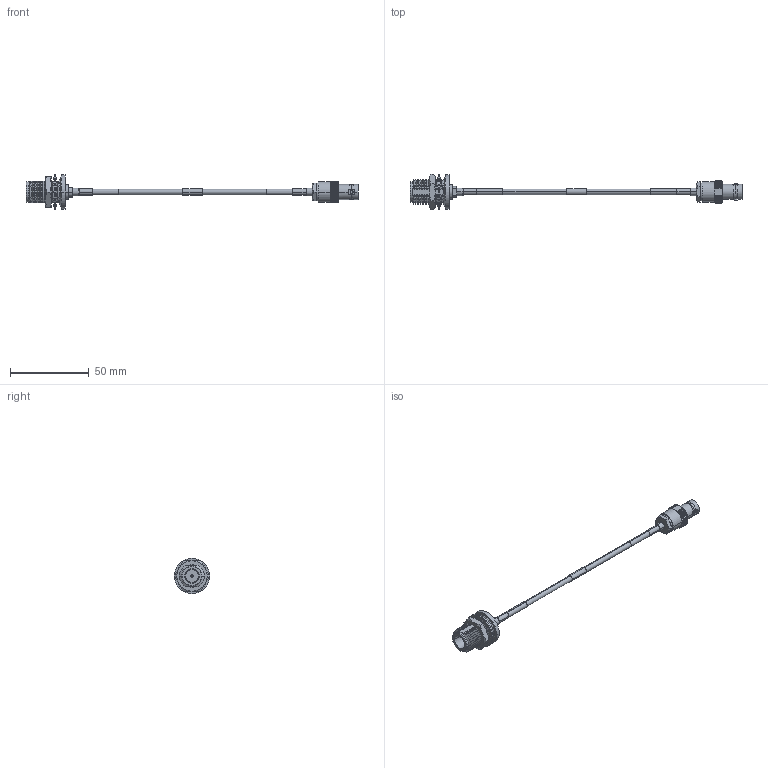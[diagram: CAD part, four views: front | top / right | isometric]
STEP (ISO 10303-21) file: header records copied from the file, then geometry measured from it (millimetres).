
FILE_DESCRIPTION (( 'STEP AP214' ), '1' );
FILE_NAME ('LCCA30509_3D.STEP', '2020-05-06T13:48:28', ( '' ), ( '' ), 'SwSTEP 2.0', 'SolidWorks 2018', '' );
FILE_SCHEMA (( 'AUTOMOTIVE_DESIGN' ));
Length unit declared in the file: inch
Products named in the file (6): 1AW01-003_.152 ID; LC141TBJ-PROD; LCCA30509_3D; LCCN3040; LCCN3057___; LC141TBJ (141 Formable with HeatShrink)
Assembly tree (7 placements, depth 3):
  LCCA30509_3D
    LC141TBJ-PROD
      LC141TBJ (141 Formable with HeatShrink)
      1AW01-003_.152 ID  x3
    LCCN3057___
    LCCN3040
Bounding box: 211.15 x 22.35 x 22.35 mm (x, y, z)
Volume: 9467.8 mm3; surface area: 10339.8 mm2
Topology: 13 solids, 14 shells, 738 faces, 1761 edges, 1065 vertices
Faces by surface type: plane 324, cone 256, cylinder 146, torus 12
Entity records: 22902 total; most frequent: CARTESIAN_POINT 5661, ORIENTED_EDGE 3474, DIRECTION 3363, EDGE_CURVE 1737, AXIS2_PLACEMENT_3D 1371, VERTEX_POINT 1049, EDGE_LOOP 752, ADVANCED_FACE 726
